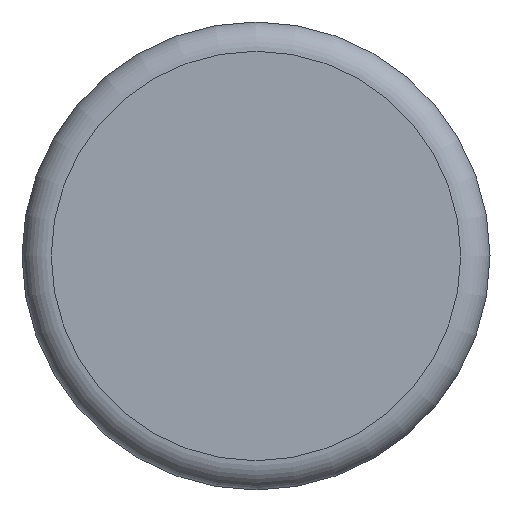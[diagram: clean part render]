
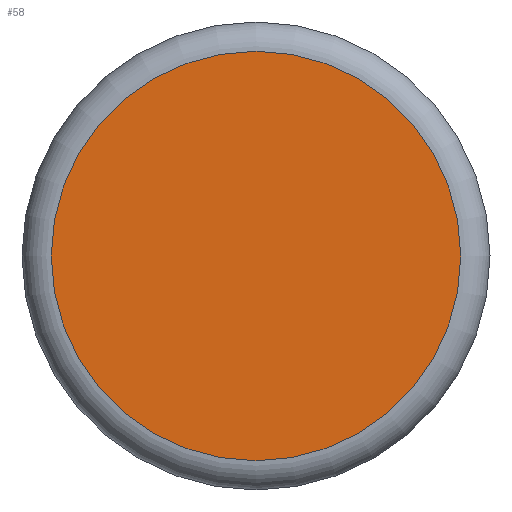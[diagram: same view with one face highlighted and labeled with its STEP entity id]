
A CAD part, left-side view. The second image highlights one B-rep face of the part: STEP entity #58.
In plain terms, the highlighted planar face has unit normal (-1, 0, 0).
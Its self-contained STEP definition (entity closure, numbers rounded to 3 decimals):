
#15=PLANE('',#68);
#23=FACE_OUTER_BOUND('',#30,.T.);
#30=EDGE_LOOP('',(#50));
#34=CIRCLE('',#64,3.5);
#38=VERTEX_POINT('',#94);
#42=EDGE_CURVE('',#38,#38,#34,.T.);
#50=ORIENTED_EDGE('',*,*,#42,.F.);
#58=ADVANCED_FACE('',(#23),#15,.T.);
#64=AXIS2_PLACEMENT_3D('',#95,#76,#77);
#68=AXIS2_PLACEMENT_3D('',#101,#84,#85);
#76=DIRECTION('center_axis',(1.,0.,0.));
#77=DIRECTION('ref_axis',(0.,-1.,0.));
#84=DIRECTION('center_axis',(-1.,0.,0.));
#85=DIRECTION('ref_axis',(0.,0.,1.));
#94=CARTESIAN_POINT('',(0.,3.5,0.));
#95=CARTESIAN_POINT('Origin',(0.,0.,0.));
#101=CARTESIAN_POINT('Origin',(0.,2.,0.));
